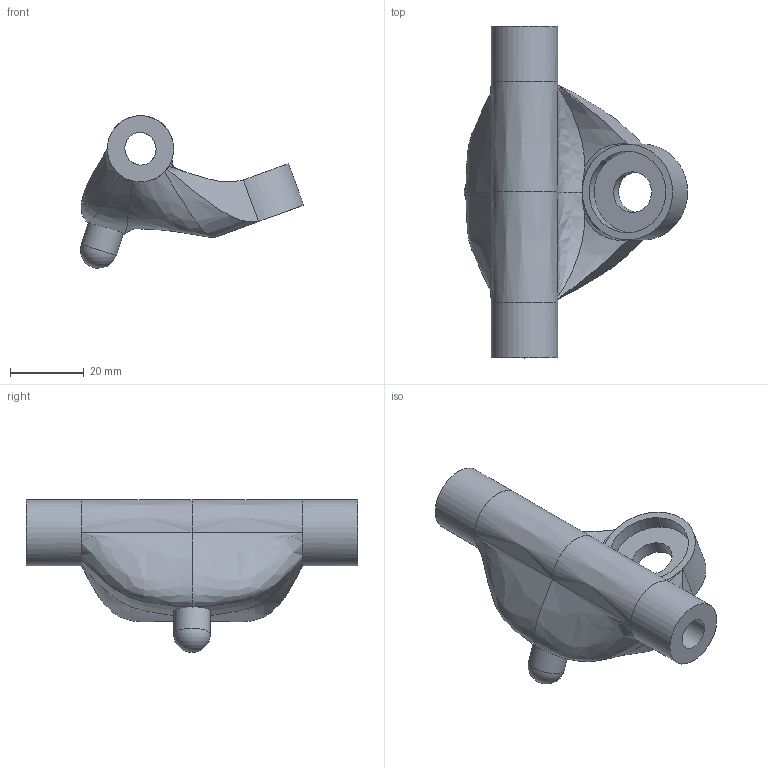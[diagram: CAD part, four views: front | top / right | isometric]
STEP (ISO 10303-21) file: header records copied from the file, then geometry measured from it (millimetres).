
FILE_DESCRIPTION(/* description */ (''),/* implementation_level */ '2;1');
FILE_NAME(/* name */ 'skateboard linear shaft suspension.step',/* time_stamp */ '2024-09-26T22:03:02+02:00',/* author */ (''),/* organization */ (''),/* preprocessor_version */ 'ST-DEVELOPER v20',/* originating_system */ 'Autodesk Translation Framework v13.20.0.188',/* authorisation */ '');
FILE_SCHEMA (('AUTOMOTIVE_DESIGN { 1 0 10303 214 3 1 1 }'));
Length unit declared in the file: millimetre
Products named in the file (2): Achse MK2; Achsenaufhangung MK2
Assembly tree (1 placements, depth 2):
  Achse MK2
    Achsenaufhangung MK2
Bounding box: 60.55 x 90 x 41.43 mm (x, y, z)
Volume: 45361.1 mm3; surface area: 13717.3 mm2
Topology: 1 solids, 1 shells, 37 faces, 102 edges, 68 vertices
Faces by surface type: bspline 21, cylinder 9, plane 6, sphere 1
Full cylindrical faces by diameter (mm): 10 x1, 11 x1, 18 x2, 22.1 x2
Entity records: 3203 total; most frequent: CARTESIAN_POINT 2298, ORIENTED_EDGE 202, DIRECTION 125, EDGE_CURVE 101, VERTEX_POINT 68, AXIS2_PLACEMENT_3D 58, B_SPLINE_CURVE_WITH_KNOTS 47, EDGE_LOOP 43
